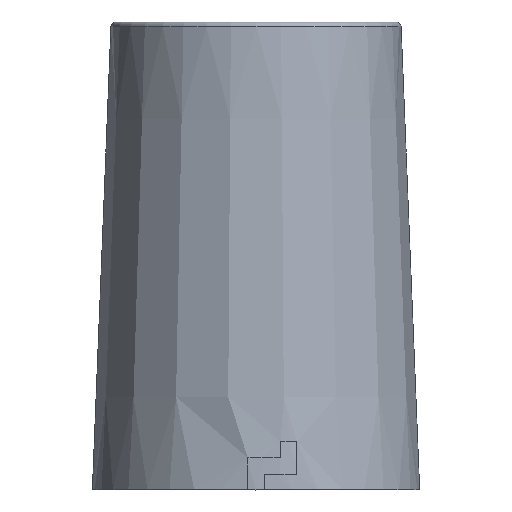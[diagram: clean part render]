
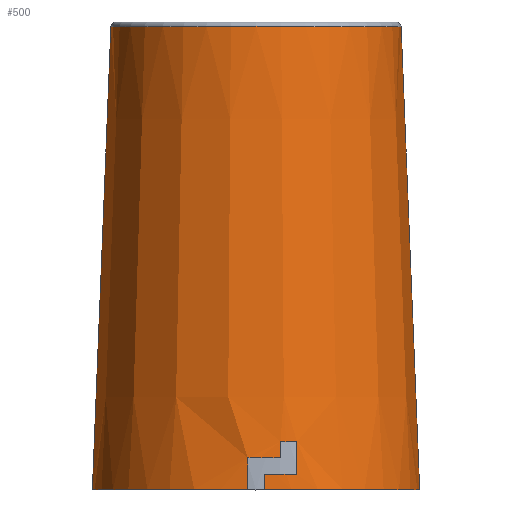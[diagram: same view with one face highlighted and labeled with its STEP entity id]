
A CAD part, top view. The second image highlights one B-rep face of the part: STEP entity #500.
In plain terms, the highlighted conical face has half-angle 2.291 degrees and reference radius 31.038 mm.
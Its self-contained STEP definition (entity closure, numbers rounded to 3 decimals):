
#14 = CARTESIAN_POINT ( 'NONE',  ( 1.75, 3.25, 34.826 ) ) ;
#48 = EDGE_CURVE ( 'NONE', #385, #185, #1006, .T. ) ;
#57 = VERTEX_POINT ( 'NONE', #2268 ) ;
#68 = FACE_OUTER_BOUND ( 'NONE', #1561, .T. ) ;
#82 = DIRECTION ( 'NONE',  ( 0., -1., 0. ) ) ;
#102 = AXIS2_PLACEMENT_3D ( 'NONE', #399, #598, #416 ) ;
#108 = EDGE_CURVE ( 'NONE', #2228, #185, #492, .T. ) ;
#130 = EDGE_CURVE ( 'NONE', #2043, #57, #1000, .T. ) ;
#159 = CARTESIAN_POINT ( 'NONE',  ( 0., 0., 0. ) ) ;
#185 = VERTEX_POINT ( 'NONE', #1472 ) ;
#231 = B_SPLINE_CURVE_WITH_KNOTS ( 'NONE', 3,
 ( #2328, #1169, #2364, #1552 ),
 .UNSPECIFIED., .F., .F.,
 ( 4, 4 ),
 ( 0.035, 0.038 ),
 .UNSPECIFIED. ) ;
#233 = ORIENTED_EDGE ( 'NONE', *, *, #1184, .F. ) ;
#243 = VECTOR ( 'NONE', #1407, 1000. ) ;
#248 = DIRECTION ( 'NONE',  ( 1., 0., 0. ) ) ;
#251 = CARTESIAN_POINT ( 'NONE',  ( -31.038, 99.04, 0. ) ) ;
#278 = ORIENTED_EDGE ( 'NONE', *, *, #2274, .F. ) ;
#285 = AXIS2_PLACEMENT_3D ( 'NONE', #1857, #2049, #916 ) ;
#287 = VERTEX_POINT ( 'NONE', #14 ) ;
#308 = EDGE_CURVE ( 'NONE', #2215, #287, #231, .T. ) ;
#326 = CARTESIAN_POINT ( 'NONE',  ( 5.25, 6.75, 34.331 ) ) ;
#327 = VERTEX_POINT ( 'NONE', #818 ) ;
#343 = DIRECTION ( 'NONE',  ( 0., -1., 0. ) ) ;
#371 = AXIS2_PLACEMENT_3D ( 'NONE', #159, #343, #2222 ) ;
#385 = VERTEX_POINT ( 'NONE', #627 ) ;
#390 = DIRECTION ( 'NONE',  ( 0., 0., -1. ) ) ;
#399 = CARTESIAN_POINT ( 'NONE',  ( 0., 3.25, 0. ) ) ;
#413 = EDGE_CURVE ( 'NONE', #327, #385, #2147, .T. ) ;
#416 = DIRECTION ( 'NONE',  ( -1., 0., 0. ) ) ;
#446 = EDGE_CURVE ( 'NONE', #287, #2382, #625, .T. ) ;
#487 = ORIENTED_EDGE ( 'NONE', *, *, #446, .F. ) ;
#489 = ORIENTED_EDGE ( 'NONE', *, *, #413, .F. ) ;
#492 = LINE ( 'NONE', #1871, #1534 ) ;
#493 = CIRCLE ( 'NONE', #1213, 34.73 ) ;
#500 = ADVANCED_FACE ( 'NONE', ( #68 ), #1104, .T. ) ;
#598 = DIRECTION ( 'NONE',  ( 0., 1., 0. ) ) ;
#625 = CIRCLE ( 'NONE', #102, 34.87 ) ;
#627 = CARTESIAN_POINT ( 'NONE',  ( -1.75, 0., 34.956 ) ) ;
#634 = B_SPLINE_CURVE_WITH_KNOTS ( 'NONE', 3,
 ( #1614, #2394, #1795, #656 ),
 .UNSPECIFIED., .F., .F.,
 ( 4, 4 ),
 ( 0.036, 0.043 ),
 .UNSPECIFIED. ) ;
#640 = CARTESIAN_POINT ( 'NONE',  ( 0., 99.04, 0. ) ) ;
#656 = CARTESIAN_POINT ( 'NONE',  ( 8.75, 10.25, 33.465 ) ) ;
#706 = EDGE_CURVE ( 'NONE', #1802, #1673, #2180, .T. ) ;
#709 = CARTESIAN_POINT ( 'NONE',  ( 0., 0., 0. ) ) ;
#786 = EDGE_CURVE ( 'NONE', #1802, #2228, #2304, .T. ) ;
#818 = CARTESIAN_POINT ( 'NONE',  ( -1.75, 6.75, 34.686 ) ) ;
#820 = CARTESIAN_POINT ( 'NONE',  ( 31.038, 99.04, 0. ) ) ;
#892 = VERTEX_POINT ( 'NONE', #1419 ) ;
#894 = ORIENTED_EDGE ( 'NONE', *, *, #2384, .F. ) ;
#916 = DIRECTION ( 'NONE',  ( 0., 0., -1. ) ) ;
#1000 = B_SPLINE_CURVE_WITH_KNOTS ( 'NONE', 3,
 ( #2030, #2045, #1496, #326 ),
 .UNSPECIFIED., .F., .F.,
 ( 4, 4 ),
 ( 0.035, 0.039 ),
 .UNSPECIFIED. ) ;
#1006 = CIRCLE ( 'NONE', #371, 35. ) ;
#1084 = CIRCLE ( 'NONE', #285, 34.59 ) ;
#1104 = CONICAL_SURFACE ( 'NONE', #2190, 31.038, 0.04 ) ;
#1140 = DIRECTION ( 'NONE',  ( 0., -1., 0. ) ) ;
#1145 = CARTESIAN_POINT ( 'NONE',  ( 1.75, 0., 34.956 ) ) ;
#1166 = ORIENTED_EDGE ( 'NONE', *, *, #1356, .F. ) ;
#1169 = CARTESIAN_POINT ( 'NONE',  ( 1.75, 1.083, 34.913 ) ) ;
#1184 = EDGE_CURVE ( 'NONE', #57, #327, #493, .T. ) ;
#1197 = ORIENTED_EDGE ( 'NONE', *, *, #308, .F. ) ;
#1198 = AXIS2_PLACEMENT_3D ( 'NONE', #640, #82, #248 ) ;
#1213 = AXIS2_PLACEMENT_3D ( 'NONE', #2111, #1140, #390 ) ;
#1302 = ORIENTED_EDGE ( 'NONE', *, *, #108, .T. ) ;
#1338 = ORIENTED_EDGE ( 'NONE', *, *, #130, .F. ) ;
#1356 = EDGE_CURVE ( 'NONE', #1673, #2215, #2488, .T. ) ;
#1398 = CARTESIAN_POINT ( 'NONE',  ( -1.75, 2.25, 34.866 ) ) ;
#1407 = DIRECTION ( 'NONE',  ( 0.04, -0.999, 0. ) ) ;
#1419 = CARTESIAN_POINT ( 'NONE',  ( 8.75, 10.25, 33.465 ) ) ;
#1440 = DIRECTION ( 'NONE',  ( 1., 0., 0. ) ) ;
#1472 = CARTESIAN_POINT ( 'NONE',  ( -35., 0., 0. ) ) ;
#1496 = CARTESIAN_POINT ( 'NONE',  ( 5.25, 7.917, 34.284 ) ) ;
#1534 = VECTOR ( 'NONE', #2237, 1000. ) ;
#1552 = CARTESIAN_POINT ( 'NONE',  ( 1.75, 3.25, 34.826 ) ) ;
#1561 = EDGE_LOOP ( 'NONE', ( #1639, #1302, #2445, #489, #233, #1338, #894, #278, #487, #1197, #1166, #2074 ) ) ;
#1614 = CARTESIAN_POINT ( 'NONE',  ( 8.75, 3.25, 33.754 ) ) ;
#1639 = ORIENTED_EDGE ( 'NONE', *, *, #786, .T. ) ;
#1673 = VERTEX_POINT ( 'NONE', #2105 ) ;
#1699 = DIRECTION ( 'NONE',  ( 0., -1., 0. ) ) ;
#1754 = CARTESIAN_POINT ( 'NONE',  ( -1.75, 0., 34.956 ) ) ;
#1795 = CARTESIAN_POINT ( 'NONE',  ( 8.75, 7.917, 33.561 ) ) ;
#1802 = VERTEX_POINT ( 'NONE', #820 ) ;
#1829 = CARTESIAN_POINT ( 'NONE',  ( 8.75, 3.25, 33.754 ) ) ;
#1830 = DIRECTION ( 'NONE',  ( 0., -1., 0. ) ) ;
#1857 = CARTESIAN_POINT ( 'NONE',  ( 0., 10.25, 0. ) ) ;
#1871 = CARTESIAN_POINT ( 'NONE',  ( -31.038, 99.04, 0. ) ) ;
#1887 = DIRECTION ( 'NONE',  ( 1., 0., 0. ) ) ;
#1967 = CARTESIAN_POINT ( 'NONE',  ( -1.75, 6.75, 34.686 ) ) ;
#1998 = CARTESIAN_POINT ( 'NONE',  ( 5.25, 10.25, 34.189 ) ) ;
#2030 = CARTESIAN_POINT ( 'NONE',  ( 5.25, 10.25, 34.189 ) ) ;
#2043 = VERTEX_POINT ( 'NONE', #1998 ) ;
#2045 = CARTESIAN_POINT ( 'NONE',  ( 5.25, 9.083, 34.236 ) ) ;
#2049 = DIRECTION ( 'NONE',  ( 0., -1., 0. ) ) ;
#2074 = ORIENTED_EDGE ( 'NONE', *, *, #706, .F. ) ;
#2105 = CARTESIAN_POINT ( 'NONE',  ( 35., 0., 0. ) ) ;
#2111 = CARTESIAN_POINT ( 'NONE',  ( 0., 6.75, 0. ) ) ;
#2144 = CARTESIAN_POINT ( 'NONE',  ( -1.75, 4.5, 34.776 ) ) ;
#2147 = B_SPLINE_CURVE_WITH_KNOTS ( 'NONE', 3,
 ( #1967, #2144, #1398, #1754 ),
 .UNSPECIFIED., .F., .F.,
 ( 4, 4 ),
 ( 0.036, 0.042 ),
 .UNSPECIFIED. ) ;
#2148 = CARTESIAN_POINT ( 'NONE',  ( 31.038, 99.04, 0. ) ) ;
#2180 = LINE ( 'NONE', #2148, #243 ) ;
#2190 = AXIS2_PLACEMENT_3D ( 'NONE', #2224, #1830, #1440 ) ;
#2215 = VERTEX_POINT ( 'NONE', #1145 ) ;
#2222 = DIRECTION ( 'NONE',  ( 1., 0., 0. ) ) ;
#2224 = CARTESIAN_POINT ( 'NONE',  ( 0., 99.04, 0. ) ) ;
#2228 = VERTEX_POINT ( 'NONE', #251 ) ;
#2237 = DIRECTION ( 'NONE',  ( -0.04, -0.999, 0. ) ) ;
#2268 = CARTESIAN_POINT ( 'NONE',  ( 5.25, 6.75, 34.331 ) ) ;
#2274 = EDGE_CURVE ( 'NONE', #2382, #892, #634, .T. ) ;
#2304 = CIRCLE ( 'NONE', #1198, 31.038 ) ;
#2328 = CARTESIAN_POINT ( 'NONE',  ( 1.75, 0., 34.956 ) ) ;
#2362 = AXIS2_PLACEMENT_3D ( 'NONE', #709, #1699, #1887 ) ;
#2364 = CARTESIAN_POINT ( 'NONE',  ( 1.75, 2.167, 34.869 ) ) ;
#2382 = VERTEX_POINT ( 'NONE', #1829 ) ;
#2384 = EDGE_CURVE ( 'NONE', #892, #2043, #1084, .T. ) ;
#2394 = CARTESIAN_POINT ( 'NONE',  ( 8.75, 5.583, 33.658 ) ) ;
#2445 = ORIENTED_EDGE ( 'NONE', *, *, #48, .F. ) ;
#2488 = CIRCLE ( 'NONE', #2362, 35. ) ;
